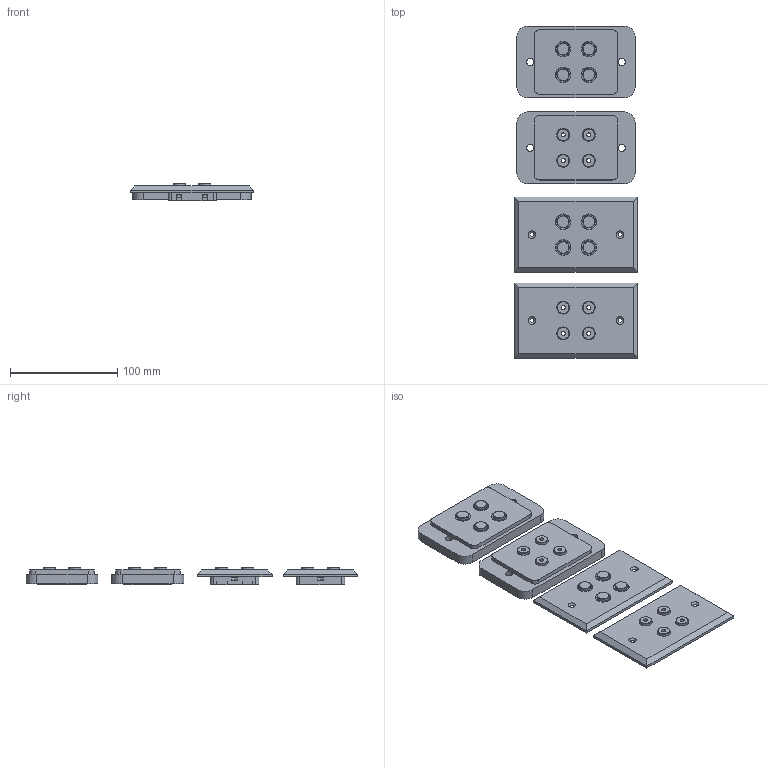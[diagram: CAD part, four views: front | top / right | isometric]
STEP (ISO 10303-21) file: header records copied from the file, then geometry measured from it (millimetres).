
FILE_DESCRIPTION(/* description */ (''),/* implementation_level */ '2;1');
FILE_NAME(/* name */ 'version 3.step',/* time_stamp */ '2021-04-28T14:19:26-04:00',/* author */ (''),/* organization */ (''),/* preprocessor_version */ 'ST-DEVELOPER v18.1',/* originating_system */ 'Autodesk Translation Framework v10.6.0.1341',/* authorisation */ '');
FILE_SCHEMA (('AUTOMOTIVE_DESIGN { 1 0 10303 214 3 1 1 }'));
Length unit declared in the file: millimetre
Products named in the file (5): version 3; type-1 NA; type-1 AUS; type-2 NA; type-2 AUS
Assembly tree (4 placements, depth 2):
  version 3
    type-1 NA
    type-1 AUS
    type-2 NA
    type-2 AUS
Bounding box: 114.3 x 309.35 x 15.9 mm (x, y, z)
Volume: 171806.8 mm3; surface area: 116050.9 mm2
Topology: 28 solids, 28 shells, 1224 faces, 3350 edges, 2214 vertices
Faces by surface type: plane 820, cylinder 336, cone 68
Full cylindrical faces by diameter (mm): 3.3 x16, 3.658 x4, 3.75 x8, 6.7 x4, 11.2 x16, 11.6 x8, 12 x8, 14 x8, 14.5 x8
Entity records: 39452 total; most frequent: CARTESIAN_POINT 7469, ORIENTED_EDGE 6700, DIRECTION 6632, EDGE_CURVE 3350, LINE 2278, VECTOR 2278, VERTEX_POINT 2214, AXIS2_PLACEMENT_3D 2177
